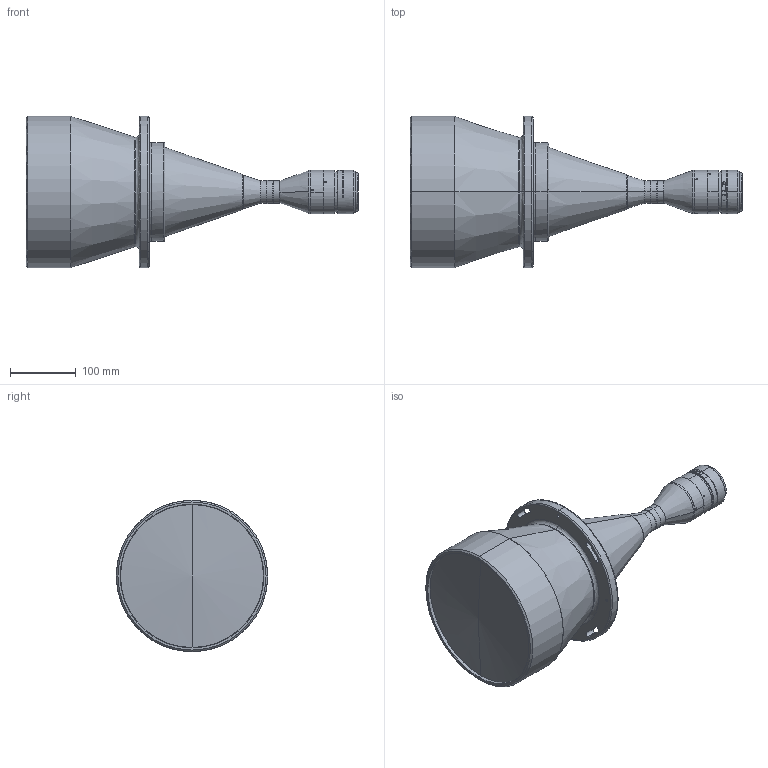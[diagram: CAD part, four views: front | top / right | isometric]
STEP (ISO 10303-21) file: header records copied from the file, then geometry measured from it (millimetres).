
FILE_DESCRIPTION (( 'STEP AP203' ), '1' );
FILE_NAME ('DTCM210-190-M58-AL.STEP', '2020-02-26T03:06:26', ( 'Windows 蚚誧' ), ( '' ), 'SwSTEP 2.0', 'SolidWorks 2017', '' );
FILE_SCHEMA (( 'CONFIG_CONTROL_DESIGN' ));
Length unit declared in the file: millimetre
Products named in the file (1): DTCM210-190-M58-AL
Bounding box: 504.69 x 230 x 230 mm (x, y, z)
Volume: 8185946.5 mm3; surface area: 303094.3 mm2
Topology: 6 solids, 6 shells, 180 faces, 414 edges, 261 vertices
Faces by surface type: cylinder 98, cone 40, plane 25, bspline 17
Entity records: 6796 total; most frequent: CARTESIAN_POINT 2675, DIRECTION 871, ORIENTED_EDGE 820, EDGE_CURVE 410, AXIS2_PLACEMENT_3D 366, VERTEX_POINT 261, EDGE_LOOP 217, CIRCLE 202
